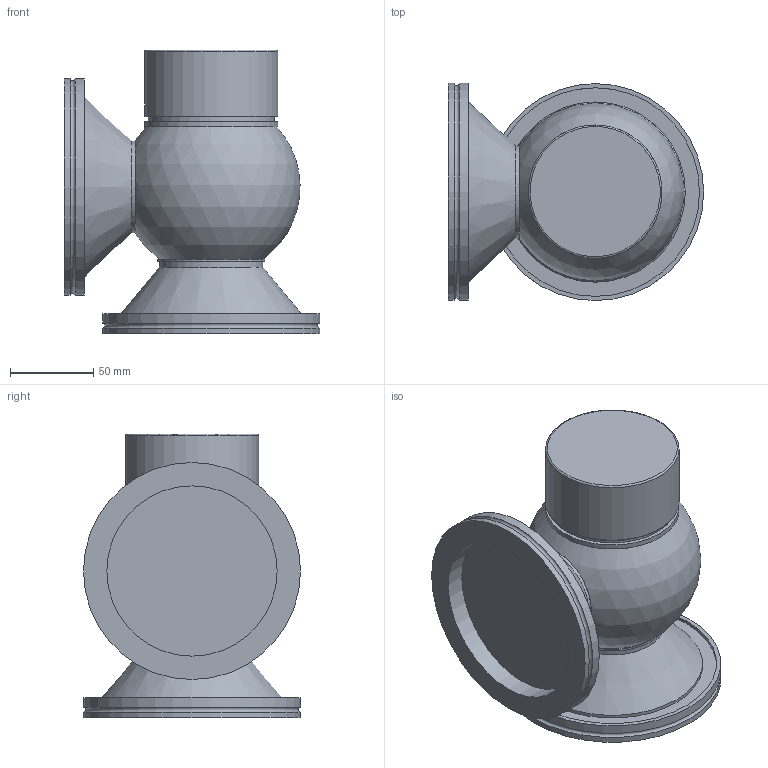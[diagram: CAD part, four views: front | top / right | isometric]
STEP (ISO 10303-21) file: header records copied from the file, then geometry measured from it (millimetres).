
FILE_DESCRIPTION( ( 'Unknown' ), '1' );
FILE_NAME( '8012.stp', 'Unknown', ( 'Unknown' ), ( 'Unknown' ), 'PSStep 14.0', 'Unknown', ' ' );
FILE_SCHEMA( ( 'AUTOMOTIVE_DESIGN { 1 0 10303 214 1 1 1 1 }' ) );
Length unit declared in the file: millimetre
Products named in the file (6): Assem1; Kugel 63; Flansch2 NW63; Flansch1 NW63; Topf ISO-K63; 3007-1
Assembly tree (5 placements, depth 2):
  Assem1
    Kugel 63
    Flansch2 NW63
    Flansch1 NW63
    Topf ISO-K63
    3007-1
Bounding box: 153 x 130 x 170 mm (x, y, z)
Volume: 655215.1 mm3; surface area: 175061.1 mm2
Topology: 5 solids, 5 shells, 65 faces, 117 edges, 75 vertices
Faces by surface type: cylinder 31, plane 24, torus 4, cone 4, sphere 2
Full cylindrical faces by diameter (mm): 2.459 x6, 52 x2, 55 x1, 62 x3, 62.2 x1, 64 x1, 67 x1, 75.5 x1, 76.5 x1, 78 x2, 80 x2, 102 x2, 108 x2, 125 x2, 130 x4
Entity records: 2362 total; most frequent: CARTESIAN_POINT 605, DIRECTION 256, EDGE_LOOP 138, ORIENTED_EDGE 138, AXIS2_PLACEMENT_3D 128, FACE_OUTER_BOUND 102, EDGE_CURVE 69, VERTEX_POINT 69
